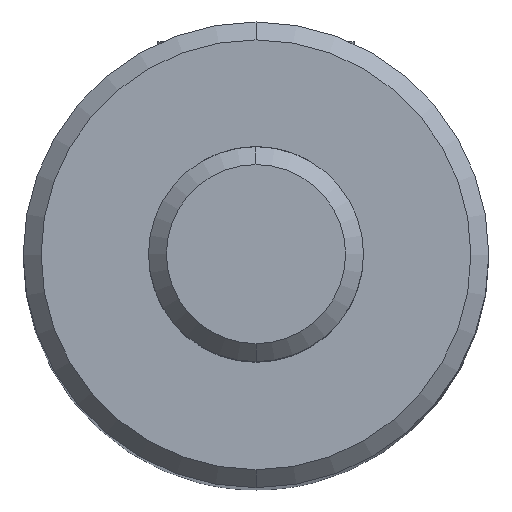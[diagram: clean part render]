
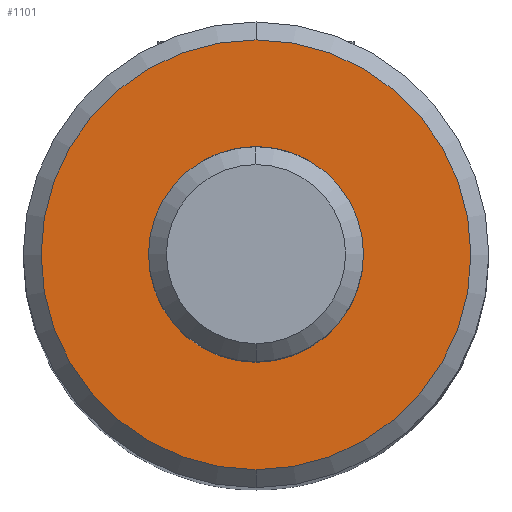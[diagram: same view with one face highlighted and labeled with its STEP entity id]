
A CAD part, top view. The second image highlights one B-rep face of the part: STEP entity #1101.
In plain terms, the highlighted planar face has unit normal (0, 0, 1).
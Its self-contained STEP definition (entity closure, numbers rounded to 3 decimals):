
#419=CARTESIAN_POINT('',(6.5,6.5,-10.7));
#420=DIRECTION('',(0.,0.,-1.));
#421=DIRECTION('',(0.,-1.,0.));
#422=AXIS2_PLACEMENT_3D('',#419,#420,#421);
#424=CARTESIAN_POINT('',(6.5,6.5,-10.7));
#425=DIRECTION('',(0.,0.,-1.));
#426=DIRECTION('',(0.,1.,0.));
#427=AXIS2_PLACEMENT_3D('',#424,#425,#426);
#429=CARTESIAN_POINT('',(6.5,6.5,-10.7));
#430=DIRECTION('',(0.,0.,1.));
#431=DIRECTION('',(0.,-1.,0.));
#432=AXIS2_PLACEMENT_3D('',#429,#430,#431);
#434=CARTESIAN_POINT('',(6.5,6.5,-10.7));
#435=DIRECTION('',(0.,0.,1.));
#436=DIRECTION('',(0.,1.,0.));
#437=AXIS2_PLACEMENT_3D('',#434,#435,#436);
#666=CARTESIAN_POINT('',(6.5,0.5,-10.7));
#667=CARTESIAN_POINT('',(6.5,12.5,-10.7));
#668=VERTEX_POINT('',#666);
#669=VERTEX_POINT('',#667);
#670=CARTESIAN_POINT('',(6.5,3.5,-10.7));
#671=CARTESIAN_POINT('',(6.5,9.5,-10.7));
#672=VERTEX_POINT('',#670);
#673=VERTEX_POINT('',#671);
#1085=CARTESIAN_POINT('',(6.5,6.5,-10.7));
#1086=DIRECTION('',(0.,0.,-1.));
#1087=DIRECTION('',(0.,-1.,0.));
#1088=AXIS2_PLACEMENT_3D('',#1085,#1086,#1087);
#1089=PLANE('',#1088);
#1090=ORIENTED_EDGE('',*,*,#1075,.T.);
#1092=ORIENTED_EDGE('',*,*,#1091,.T.);
#1093=EDGE_LOOP('',(#1090,#1092));
#1094=FACE_OUTER_BOUND('',#1093,.F.);
#1096=ORIENTED_EDGE('',*,*,#1095,.T.);
#1098=ORIENTED_EDGE('',*,*,#1097,.T.);
#1099=EDGE_LOOP('',(#1096,#1098));
#1100=FACE_BOUND('',#1099,.F.);
#1101=ADVANCED_FACE('',(#1094,#1100),#1089,.F.);
#423=CIRCLE('',#422,6.);
#428=CIRCLE('',#427,6.);
#433=CIRCLE('',#432,3.);
#438=CIRCLE('',#437,3.);
#1075=EDGE_CURVE('',#668,#669,#423,.T.);
#1091=EDGE_CURVE('',#669,#668,#428,.T.);
#1095=EDGE_CURVE('',#672,#673,#433,.T.);
#1097=EDGE_CURVE('',#673,#672,#438,.T.);
